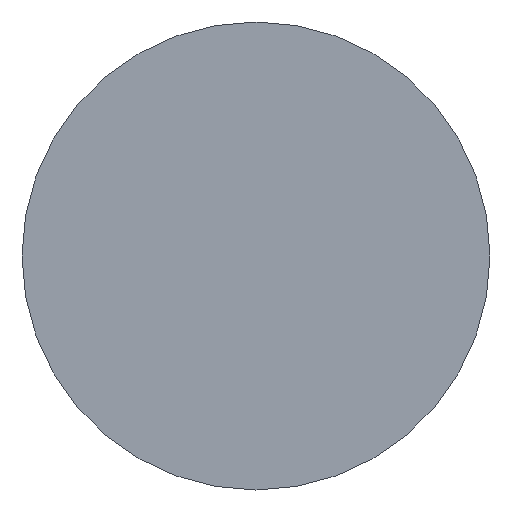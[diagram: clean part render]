
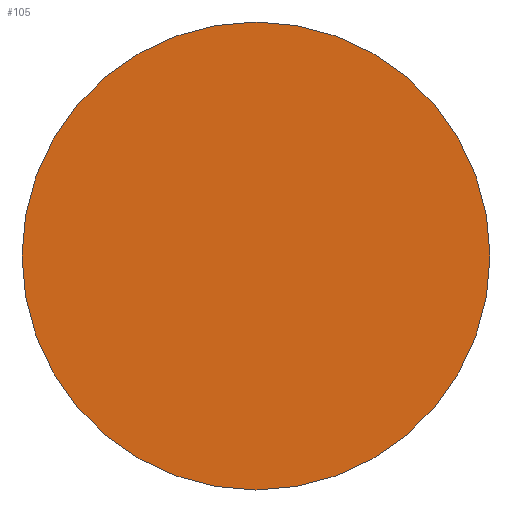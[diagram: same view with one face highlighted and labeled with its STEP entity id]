
A CAD part, front view. The second image highlights one B-rep face of the part: STEP entity #105.
In plain terms, the highlighted face is planar.
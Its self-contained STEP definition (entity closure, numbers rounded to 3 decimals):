
#28=PLANE('',#131);
#31=FACE_OUTER_BOUND('',#36,.T.);
#36=EDGE_LOOP('',(#80,#81));
#45=CIRCLE('',#127,3.);
#46=CIRCLE('',#128,3.);
#54=VERTEX_POINT('',#192);
#55=VERTEX_POINT('',#193);
#63=EDGE_CURVE('',#54,#55,#45,.T.);
#64=EDGE_CURVE('',#55,#54,#46,.T.);
#80=ORIENTED_EDGE('',*,*,#63,.T.);
#81=ORIENTED_EDGE('',*,*,#64,.T.);
#105=ADVANCED_FACE('',(#31),#28,.T.);
#127=AXIS2_PLACEMENT_3D('',#194,#153,#154);
#128=AXIS2_PLACEMENT_3D('',#195,#155,#156);
#131=AXIS2_PLACEMENT_3D('',#201,#162,#163);
#153=DIRECTION('center_axis',(0.,0.,-1.));
#154=DIRECTION('ref_axis',(1.,0.,0.));
#155=DIRECTION('center_axis',(0.,0.,-1.));
#156=DIRECTION('ref_axis',(1.,0.,0.));
#162=DIRECTION('center_axis',(0.,0.,-1.));
#163=DIRECTION('ref_axis',(1.,0.,0.));
#192=CARTESIAN_POINT('',(32.1,-180.05,1.6));
#193=CARTESIAN_POINT('',(26.1,-180.05,1.6));
#194=CARTESIAN_POINT('Origin',(29.1,-180.05,1.6));
#195=CARTESIAN_POINT('Origin',(29.1,-180.05,1.6));
#201=CARTESIAN_POINT('Origin',(29.1,-180.05,1.6));
